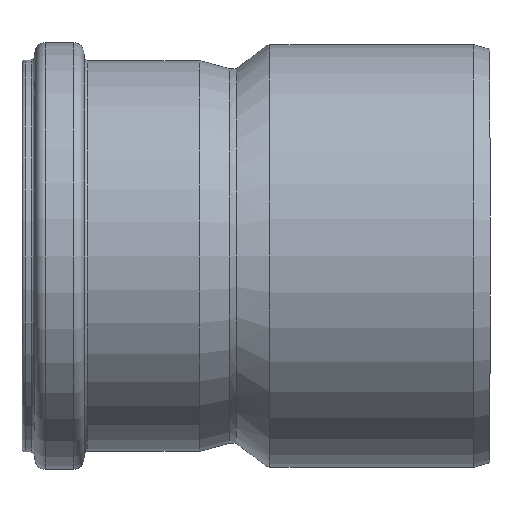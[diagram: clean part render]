
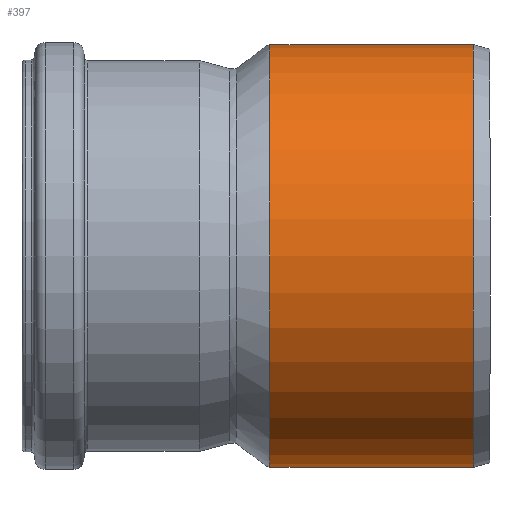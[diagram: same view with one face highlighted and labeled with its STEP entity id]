
A CAD part, left-side view. The second image highlights one B-rep face of the part: STEP entity #397.
In plain terms, the highlighted cylindrical face has radius 62.55 mm (diameter 125.1 mm), a full revolution.
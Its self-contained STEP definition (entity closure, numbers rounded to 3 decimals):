
#41=FACE_BOUND('',#163,.T.);
#70=CYLINDRICAL_SURFACE('',#440,62.55);
#83=CIRCLE('',#431,62.55);
#84=CIRCLE('',#432,62.55);
#86=CIRCLE('',#435,62.55);
#123=FACE_OUTER_BOUND('',#162,.T.);
#162=EDGE_LOOP('',(#329,#330));
#163=EDGE_LOOP('',(#331));
#230=VERTEX_POINT('',#1364);
#231=VERTEX_POINT('',#1366);
#232=VERTEX_POINT('',#1371);
#271=EDGE_CURVE('',#231,#230,#83,.T.);
#272=EDGE_CURVE('',#230,#231,#84,.T.);
#274=EDGE_CURVE('',#232,#232,#86,.T.);
#329=ORIENTED_EDGE('',*,*,#271,.T.);
#330=ORIENTED_EDGE('',*,*,#272,.T.);
#331=ORIENTED_EDGE('',*,*,#274,.F.);
#397=ADVANCED_FACE('',(#123,#41),#70,.T.);
#431=AXIS2_PLACEMENT_3D('',#1367,#505,#506);
#432=AXIS2_PLACEMENT_3D('',#1368,#507,#508);
#435=AXIS2_PLACEMENT_3D('',#1372,#513,#514);
#440=AXIS2_PLACEMENT_3D('',#1379,#523,#524);
#505=DIRECTION('center_axis',(0.,-1.,0.));
#506=DIRECTION('ref_axis',(1.,0.,0.));
#507=DIRECTION('center_axis',(0.,-1.,0.));
#508=DIRECTION('ref_axis',(1.,0.,0.));
#513=DIRECTION('center_axis',(0.,-1.,0.));
#514=DIRECTION('ref_axis',(1.,0.,0.));
#523=DIRECTION('center_axis',(0.,-1.,0.));
#524=DIRECTION('ref_axis',(1.,0.,0.));
#1364=CARTESIAN_POINT('',(-55.45,-9.72,0.));
#1366=CARTESIAN_POINT('',(69.65,-9.72,0.));
#1367=CARTESIAN_POINT('Origin',(7.1,-9.72,0.));
#1368=CARTESIAN_POINT('Origin',(7.1,-9.72,0.));
#1371=CARTESIAN_POINT('',(69.65,-69.831,0.));
#1372=CARTESIAN_POINT('Origin',(7.1,-69.831,0.));
#1379=CARTESIAN_POINT('Origin',(7.1,-39.776,0.));
